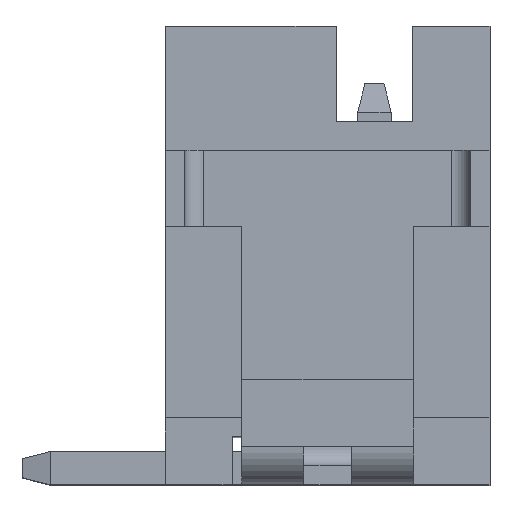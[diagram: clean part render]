
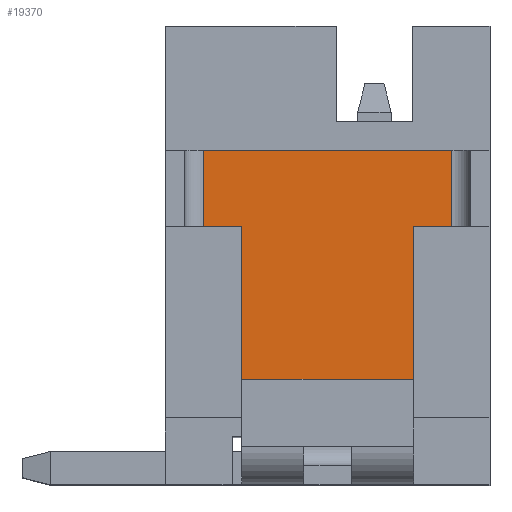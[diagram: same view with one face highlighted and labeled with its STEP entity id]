
A CAD part, top view. The second image highlights one B-rep face of the part: STEP entity #19370.
In plain terms, the highlighted planar face has unit normal (0, 0, 1).
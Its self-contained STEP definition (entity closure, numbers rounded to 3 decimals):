
#15440=CARTESIAN_POINT('',(-1.717,0.67,6.65));
#15450=VERTEX_POINT('',#15440);
#15600=CARTESIAN_POINT('',(-1.717,-0.03,6.65));
#15610=VERTEX_POINT('',#15600);
#15640=CARTESIAN_POINT('',(-1.717,0.,6.65));
#15650=DIRECTION('',(0.,-1.,0.));
#15660=VECTOR('',#15650,1.);
#15670=LINE('',#15640,#15660);
#15680=CARTESIAN_POINT('',(-1.717,-0.364,6.65));
#15690=VERTEX_POINT('',#15680);
#15700=EDGE_CURVE('',#15610,#15690,#15670,.T.);
#15880=CARTESIAN_POINT('',(-1.717,-0.53,6.65));
#15890=VERTEX_POINT('',#15880);
#15920=CARTESIAN_POINT('',(-1.717,-0.78,6.65));
#15930=VERTEX_POINT('',#15920);
#15940=EDGE_CURVE('',#15890,#15930,#15670,.T.);
#17140=CARTESIAN_POINT('',(-1.817,0.67,6.65));
#17150=VERTEX_POINT('',#17140);
#17180=CARTESIAN_POINT('',(0.,0.67,6.65));
#17190=DIRECTION('',(1.,0.,0.));
#17200=VECTOR('',#17190,1.);
#17210=LINE('',#17180,#17200);
#17220=EDGE_CURVE('',#17150,#15450,#17210,.T.);
#17350=CARTESIAN_POINT('',(-2.217,1.47,6.65));
#17360=DIRECTION('',(0.,0.,-1.));
#17370=DIRECTION('',(0.,1.,0.));
#17380=AXIS2_PLACEMENT_3D('',#17350,#17360,#17370);
#17390=PLANE('',#17380);
#17400=CARTESIAN_POINT('',(0.,-1.03,6.65))
;
#17410=DIRECTION('',(-1.,0.,0.));
#17420=VECTOR('',#17410,1.);
#17430=LINE('',#17400,#17420);
#17440=CARTESIAN_POINT('',(-1.417,-1.03,6.65));
#17450=VERTEX_POINT('',#17440);
#17460=CARTESIAN_POINT('',(-1.517,-1.03,6.65));
#17470=VERTEX_POINT('',#17460);
#17480=EDGE_CURVE('',#17450,#17470,#17430,.T.);
#17490=ORIENTED_EDGE('',*,*,#17480,.F.);
#17500=CARTESIAN_POINT('',(-1.503,-0.83,6.65));
#17510=DIRECTION('',(0.,0.,1.));
#17520=DIRECTION('',(1.,0.,0.));
#17530=AXIS2_PLACEMENT_3D('',#17500,#17510,#17520);
#17540=CIRCLE('',#17530,0.2);
#17550=CARTESIAN_POINT('',(-1.699,-0.87,6.65));
#17560=VERTEX_POINT('',#17550);
#17570=EDGE_CURVE('',#17560,#17470,#17540,.T.);
#17580=ORIENTED_EDGE('',*,*,#17570,.T.);
#17590=CARTESIAN_POINT('',(-1.873,0.,6.65));
#17600=DIRECTION('',(-0.196,0.981,
0.));
#17610=VECTOR('',#17600,1.);
#17620=LINE('',#17590,#17610);
#17630=EDGE_CURVE('',#17560,#15930,#17620,.T.);
#17640=ORIENTED_EDGE('',*,*,#17630,.F.);
#17650=ORIENTED_EDGE('',*,*,#15940,.T.);
#17660=CARTESIAN_POINT('',(0.,-0.53,6.65)
);
#17670=DIRECTION('',(1.,0.,0.));
#17680=VECTOR('',#17670,1.);
#17690=LINE('',#17660,#17680);
#17700=CARTESIAN_POINT('',(-1.667,-0.53,6.65));
#17710=VERTEX_POINT('',#17700);
#17720=EDGE_CURVE('',#15890,#17710,#17690,.T.);
#17730=ORIENTED_EDGE('',*,*,#17720,.F.);
#17740=CARTESIAN_POINT('',(-1.826,0.,6.65));
#17750=DIRECTION('',(-0.287,0.958,
0.));
#17760=VECTOR('',#17750,1.);
#17770=LINE('',#17740,#17760);
#17780=EDGE_CURVE('',#17710,#15690,#17770,.T.);
#17790=ORIENTED_EDGE('',*,*,#17780,.F.);
#17800=ORIENTED_EDGE('',*,*,#15700,.T.);
#17810=CARTESIAN_POINT('',(0.,-0.03,6.65
));
#17820=DIRECTION('',(1.,0.,0.));
#17830=VECTOR('',#17820,1.);
#17840=LINE('',#17810,#17830);
#17850=CARTESIAN_POINT('',(-1.667,-0.03,6.65));
#17860=VERTEX_POINT('',#17850);
#17870=EDGE_CURVE('',#15610,#17860,#17840,.T.);
#17880=ORIENTED_EDGE('',*,*,#17870,.F.);
#17890=CARTESIAN_POINT('',(-1.667,0.,6.65));
#17900=DIRECTION('',(0.,1.,0.));
#17910=VECTOR('',#17900,1.);
#17920=LINE('',#17890,#17910);
#17930=CARTESIAN_POINT('',(-1.667,0.67,6.65));
#17940=VERTEX_POINT('',#17930);
#17950=EDGE_CURVE('',#17860,#17940,#17920,.T.);
#17960=ORIENTED_EDGE('',*,*,#17950,.F.);
#17970=CARTESIAN_POINT('',(0.,0.67,6.65));
#17980=DIRECTION('',(1.,0.,0.));
#17990=VECTOR('',#17980,1.);
#18000=LINE('',#17970,#17990);
#18010=EDGE_CURVE('',#15450,#17940,#18000,.T.);
#18020=ORIENTED_EDGE('',*,*,#18010,.T.);
#18030=ORIENTED_EDGE('',*,*,#17220,.T.);
#18040=CARTESIAN_POINT('',(-1.817,0.,
6.65));
#18050=DIRECTION('',(0.,-1.,0.));
#18060=VECTOR('',#18050,1.);
#18070=LINE('',#18040,#18060);
#18080=CARTESIAN_POINT('',(-1.817,1.47,6.65));
#18090=VERTEX_POINT('',#18080);
#18100=EDGE_CURVE('',#18090,#17150,#18070,.T.);
#18110=ORIENTED_EDGE('',*,*,#18100,.T.);
#18120=CARTESIAN_POINT('',(0.,1.47,6.65));
#18130=DIRECTION('',(1.,0.,0.));
#18140=VECTOR('',#18130,1.);
#18150=LINE('',#18120,#18140);
#18160=CARTESIAN_POINT('',(0.783,1.47,6.65));
#18170=VERTEX_POINT('',#18160);
#18180=EDGE_CURVE('',#18090,#18170,#18150,.T.);
#18190=ORIENTED_EDGE('',*,*,#18180,.F.);
#18200=CARTESIAN_POINT('',(0.783,0.,
6.65));
#18210=DIRECTION('',(0.,1.,0.));
#18220=VECTOR('',#18210,1.);
#18230=LINE('',#18200,#18220);
#18240=CARTESIAN_POINT('',(0.783,0.67,6.65));
#18250=VERTEX_POINT('',#18240);
#18260=EDGE_CURVE('',#18250,#18170,#18230,.T.);
#18270=ORIENTED_EDGE('',*,*,#18260,.T.);
#18280=CARTESIAN_POINT('',(0.,0.67,6.65));
#18290=DIRECTION('',(1.,0.,0.));
#18300=VECTOR('',#18290,1.);
#18310=LINE('',#18280,#18300);
#18320=CARTESIAN_POINT('',(0.683,0.67,6.65));
#18330=VERTEX_POINT('',#18320);
#18340=EDGE_CURVE('',#18330,#18250,#18310,.T.);
#18350=ORIENTED_EDGE('',*,*,#18340,.T.);
#18360=CARTESIAN_POINT('',(0.,0.67,6.65));
#18370=DIRECTION('',(1.,0.,0.));
#18380=VECTOR('',#18370,1.);
#18390=LINE('',#18360,#18380);
#18400=CARTESIAN_POINT('',(0.633,0.67,6.65));
#18410=VERTEX_POINT('',#18400);
#18420=EDGE_CURVE('',#18410,#18330,#18390,.T.);
#18430=ORIENTED_EDGE('',*,*,#18420,.T.);
#18440=CARTESIAN_POINT('',(0.633,0.,6.65)
);
#18450=DIRECTION('',(0.,-1.,0.));
#18460=VECTOR('',#18450,1.);
#18470=LINE('',#18440,#18460);
#18480=CARTESIAN_POINT('',(0.633,-0.03,6.65));
#18490=VERTEX_POINT('',#18480);
#18500=EDGE_CURVE('',#18410,#18490,#18470,.T.);
#18510=ORIENTED_EDGE('',*,*,#18500,.F.);
#18520=CARTESIAN_POINT('',(0.,-0.03,6.65
));
#18530=DIRECTION('',(1.,0.,0.));
#18540=VECTOR('',#18530,1.);
#18550=LINE('',#18520,#18540);
#18560=CARTESIAN_POINT('',(0.683,-0.03,6.65));
#18570=VERTEX_POINT('',#18560);
#18580=EDGE_CURVE('',#18490,#18570,#18550,.T.);
#18590=ORIENTED_EDGE('',*,*,#18580,.F.);
#18600=CARTESIAN_POINT('',(0.683,0.,6.65));
#18610=DIRECTION('',(0.,1.,0.));
#18620=VECTOR('',#18610,1.);
#18630=LINE('',#18600,#18620);
#18640=CARTESIAN_POINT('',(0.683,-0.364,6.65));
#18650=VERTEX_POINT('',#18640);
#18660=EDGE_CURVE('',#18650,#18570,#18630,.T.);
#18670=ORIENTED_EDGE('',*,*,#18660,.T.);
#18680=CARTESIAN_POINT('',(0.792,0.,6.65))
;
#18690=DIRECTION('',(-0.287,-0.958,
0.));
#18700=VECTOR('',#18690,1.);
#18710=LINE('',#18680,#18700);
#18720=CARTESIAN_POINT('',(0.633,-0.53,6.65));
#18730=VERTEX_POINT('',#18720);
#18740=EDGE_CURVE('',#18650,#18730,#18710,.T.);
#18750=ORIENTED_EDGE('',*,*,#18740,.F.);
#18760=CARTESIAN_POINT('',(0.,-0.53,6.65)
);
#18770=DIRECTION('',(1.,0.,0.));
#18780=VECTOR('',#18770,1.);
#18790=LINE('',#18760,#18780);
#18800=CARTESIAN_POINT('',(0.683,-0.53,6.65));
#18810=VERTEX_POINT('',#18800);
#18820=EDGE_CURVE('',#18730,#18810,#18790,.T.);
#18830=ORIENTED_EDGE('',*,*,#18820,.F.);
#18840=CARTESIAN_POINT('',(0.683,-0.78,6.65));
#18850=VERTEX_POINT('',#18840);
#18860=EDGE_CURVE('',#18850,#18810,#18630,.T.);
#18870=ORIENTED_EDGE('',*,*,#18860,.T.);
#18880=CARTESIAN_POINT('',(0.839,0.,6.65));
#18890=DIRECTION('',(-0.196,-0.981,
0.));
#18900=VECTOR('',#18890,1.);
#18910=LINE('',#18880,#18900);
#18920=CARTESIAN_POINT('',(0.665,-0.87,6.65));
#18930=VERTEX_POINT('',#18920);
#18940=EDGE_CURVE('',#18850,#18930,#18910,.T.);
#18950=ORIENTED_EDGE('',*,*,#18940,.F.);
#18960=CARTESIAN_POINT('',(0.469,-0.83,6.65));
#18970=DIRECTION('',(0.,0.,-1.));
#18980=DIRECTION('',(-1.,0.,0.));
#18990=AXIS2_PLACEMENT_3D('',#18960,#18970,#18980);
#19000=CIRCLE('',#18990,0.2);
#19010=CARTESIAN_POINT('',(0.483,-1.03,6.65));
#19020=VERTEX_POINT('',#19010);
#19030=EDGE_CURVE('',#18930,#19020,#19000,.T.);
#19040=ORIENTED_EDGE('',*,*,#19030,.F.);
#19050=CARTESIAN_POINT('',(0.,-1.03,6.65))
;
#19060=DIRECTION('',(-1.,0.,0.));
#19070=VECTOR('',#19060,1.);
#19080=LINE('',#19050,#19070);
#19090=CARTESIAN_POINT('',(0.383,-1.03,6.65));
#19100=VERTEX_POINT('',#19090);
#19110=EDGE_CURVE('',#19020,#19100,#19080,.T.);
#19120=ORIENTED_EDGE('',*,*,#19110,.F.);
#19130=CARTESIAN_POINT('',(0.383,0.,6.65)
);
#19140=DIRECTION('',(0.,-1.,0.));
#19150=VECTOR('',#19140,1.);
#19160=LINE('',#19130,#19150);
#19170=CARTESIAN_POINT('',(0.383,-1.63,6.65));
#19180=VERTEX_POINT('',#19170);
#19190=EDGE_CURVE('',#19100,#19180,#19160,.T.);
#19200=ORIENTED_EDGE('',*,*,#19190,.F.);
#19210=CARTESIAN_POINT('',(-2.217,-1.63,6.65));
#19220=DIRECTION('',(1.,0.,0.));
#19230=VECTOR('',#19220,1.);
#19240=LINE('',#19210,#19230);
#19250=CARTESIAN_POINT('',(-1.417,-1.63,6.65));
#19260=VERTEX_POINT('',#19250);
#19270=EDGE_CURVE('',#19260,#19180,#19240,.T.);
#19280=ORIENTED_EDGE('',*,*,#19270,.T.);
#19290=CARTESIAN_POINT('',(-1.417,0.,6.65));
#19300=DIRECTION('',(0.,1.,0.));
#19310=VECTOR('',#19300,1.);
#19320=LINE('',#19290,#19310);
#19330=EDGE_CURVE('',#19260,#17450,#19320,.T.);
#19340=ORIENTED_EDGE('',*,*,#19330,.F.);
#19350=EDGE_LOOP('',(#19340,#19280,#19200,#19120,#19040,#18950,#18870,
#18830,#18750,#18670,#18590,#18510,#18430,#18350,#18270,#18190,#18110,
#18030,#18020,#17960,#17880,#17800,#17790,#17730,#17650,#17640,#17580,
#17490));
#19360=FACE_OUTER_BOUND('',#19350,.T.);
#19370=ADVANCED_FACE('',(#19360),#17390,.F.);
